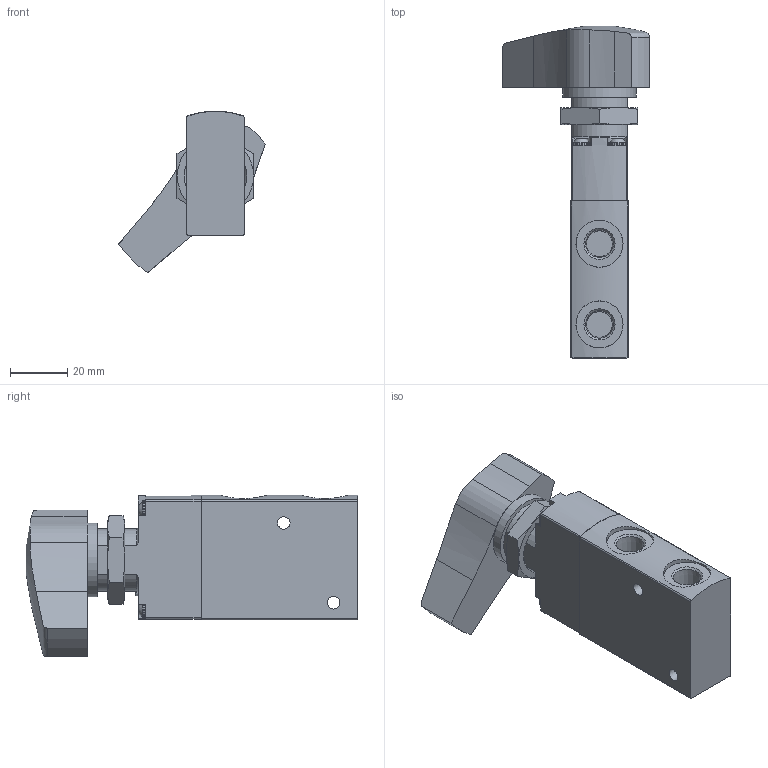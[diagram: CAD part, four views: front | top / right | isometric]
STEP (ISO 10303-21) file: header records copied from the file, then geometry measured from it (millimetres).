
FILE_DESCRIPTION(/* description */ ('STEP AP214'),/* implementation_level */ '2;1');
FILE_NAME(/* name */ '8080970_VHEF-ET-M32-M-N18',/* time_stamp */ '2024-09-16T13:18:46+02:00',/* author */ ('License CC BY-ND 4.0'),/* organization */ ('CADENAS'),/* preprocessor_version */ 'ST-DEVELOPER v19.3',/* originating_system */ 'PARTsolutions',/* authorisation */ ' ');
FILE_SCHEMA (('AUTOMOTIVE_DESIGN {1 0 10303 214 3 1 1}'));
Length unit declared in the file: millimetre
Products named in the file (5): 8080970 VHEF-ET-M32-M-N18; 3530336 VXEF-XTCZ-M32-M-N18_valve---(7); 8080930 VHEF; 4109260 VHEF-ES; 337143 VAL-1/8-10 M22X1.5-6-27
Assembly tree (4 placements, depth 2):
  8080970 VHEF-ET-M32-M-N18
    3530336 VXEF-XTCZ-M32-M-N18_valve---(7)
    8080930 VHEF
    4109260 VHEF-ES
    337143 VAL-1/8-10 M22X1.5-6-27
Bounding box: 51.39 x 116.4 x 56.65 mm (x, y, z)
Volume: 84592.2 mm3; surface area: 28312.7 mm2
Topology: 4 solids, 4 shells, 246 faces, 605 edges, 397 vertices
Faces by surface type: cylinder 112, plane 89, cone 29, torus 16
Full cylindrical faces by diameter (mm): 2.459 x4, 3 x4, 4.4 x2, 6.8 x4, 9.117 x2, 9.7 x1, 16.5 x2, 17.1 x1, 20.376 x1, 22.7 x1, 26 x1
Entity records: 7124 total; most frequent: CARTESIAN_POINT 1324, DIRECTION 1260, ORIENTED_EDGE 1052, EDGE_CURVE 526, AXIS2_PLACEMENT_3D 521, VERTEX_POINT 383, FACE_BOUND 347, EDGE_LOOP 343
